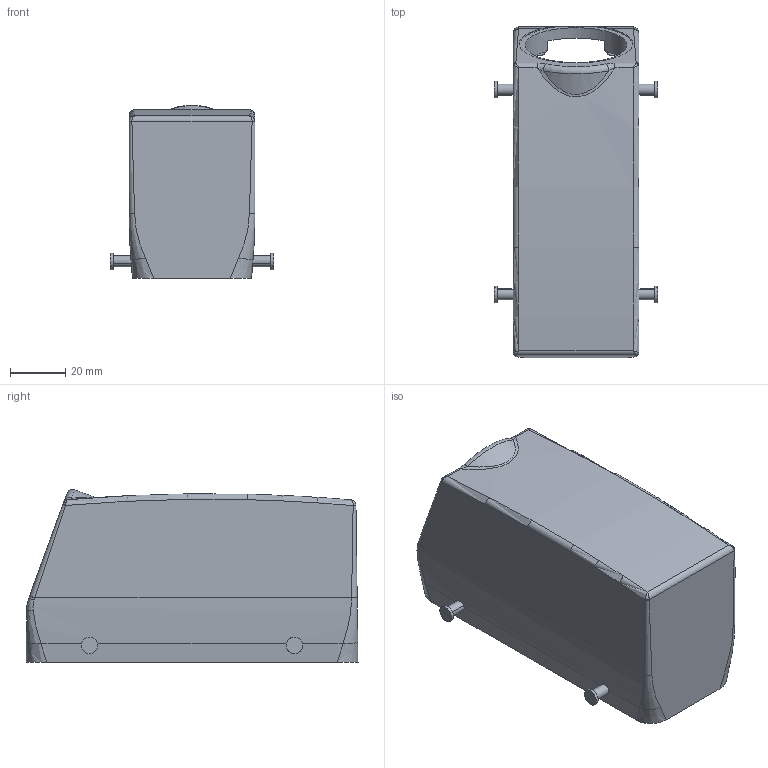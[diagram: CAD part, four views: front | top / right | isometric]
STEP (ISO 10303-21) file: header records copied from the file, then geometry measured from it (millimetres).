
FILE_DESCRIPTION(('CATIA V5 STEP Exchange','CAx-IF Rec.Pracs.--- Model Styling and Organization---1.4--- 2014-01-23'),'2;1');
FILE_NAME ('13429186_2', '2019-07-25T14:13:57+00:00', ('none'), ('Weidmueller'), 'CATIA Version 5-6 Release 2016 SP3 HF44', 'CATIA V5 STEP AP214', 'none');
FILE_SCHEMA(('AUTOMOTIVE_DESIGN { 1 0 10303 214 1 1 1 1 }'));
Length unit declared in the file: millimetre
Products named in the file (1): 1661240000
Bounding box: 59 x 120 x 62.52 mm (x, y, z)
Volume: 96371.3 mm3; surface area: 43591.3 mm2
Topology: 1 solids, 1 shells, 121 faces, 309 edges, 194 vertices
Faces by surface type: cylinder 46, plane 43, bspline 27, torus 5
Entity records: 6057 total; most frequent: CARTESIAN_POINT 3555, ORIENTED_EDGE 610, DIRECTION 325, EDGE_CURVE 305, VERTEX_POINT 194, AXIS2_PLACEMENT_3D 146, EDGE_LOOP 131, ADVANCED_FACE 121
